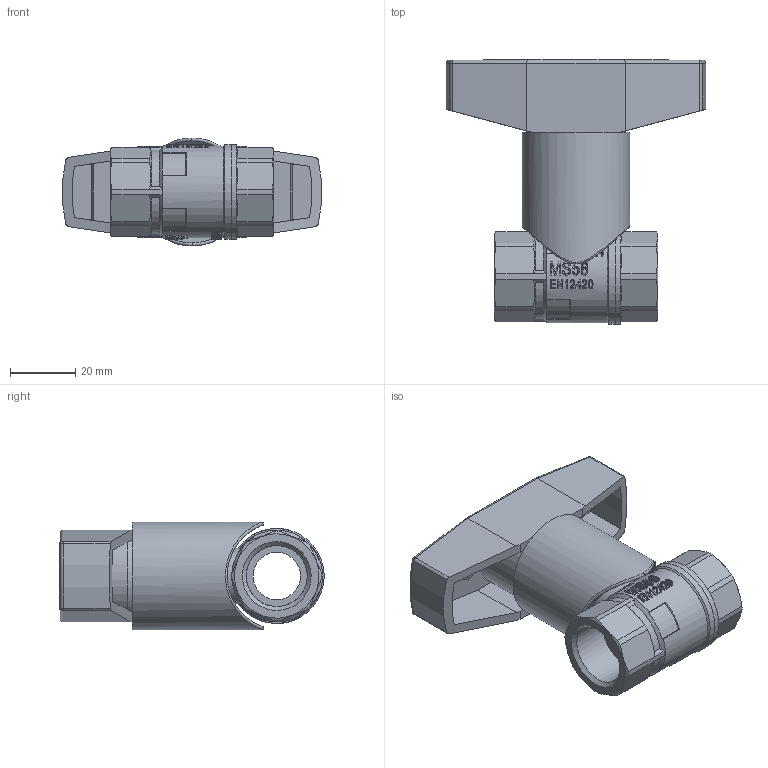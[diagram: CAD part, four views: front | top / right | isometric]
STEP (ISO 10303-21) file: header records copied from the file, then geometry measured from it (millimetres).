
FILE_DESCRIPTION(/* description */ ('Unknown'),/* implementation_level */ '2;1');
FILE_NAME(/* name */ '685-04',/* time_stamp */ '2022-06-14T08:12:17+02:00',/* author */ ('Unknown'),/* organization */ ('Unknown'),/* preprocessor_version */ 'ST-DEVELOPER v16.7',/* originating_system */ 'Solid Edge',/* authorisation */ 'Unknown');
FILE_SCHEMA (('AUTOMOTIVE_DESIGN {1 0 10303 214 3 1 1}'));
Length unit declared in the file: millimetre
Products named in the file (13): 685-04; 600-1_2-Spindel-co_oa_0; 600-1_2-Stopfbuchse; 600-1_2-Spindel; 600-1_2-Kvrper-co_oa_1; 600-1_2-Kvrper; 600-1_2-Einschraubteil; 94000685-04; 01; SHOUBING; VT0801431006-1; XINZI; VT09011603
Assembly tree (12 placements, depth 3):
  685-04
    600-1_2-Spindel-co_oa_0
      600-1_2-Stopfbuchse
      600-1_2-Spindel
    600-1_2-Kvrper-co_oa_1
      600-1_2-Kvrper
      600-1_2-Einschraubteil
    94000685-04
      01
      SHOUBING
      VT0801431006-1
      XINZI
      VT09011603
Bounding box: 79.22 x 80.8 x 33 mm (x, y, z)
Volume: 54641.7 mm3; surface area: 39061.4 mm2
Topology: 9 solids, 9 shells, 1218 faces, 3369 edges, 2235 vertices
Faces by surface type: plane 1033, cylinder 136, cone 35, sphere 6, torus 6, bspline 2
Full cylindrical faces by diameter (mm): 3.4 x2, 5.4 x4, 6.6 x1, 8.9 x2, 9.1 x1, 9.3 x1, 10 x1, 10.5 x1, 10.8 x1, 12 x1, 12.5 x1, 14 x1, 14.5 x2, 17 x1, 18.1 x1, 18.631 x2, 19 x1, 19.2 x2, 23.5 x1, 25 x2, 25.5 x1, 26.5 x2, 28 x1, 28.5 x1, 29 x2, 29.5 x1, 33 x1
Entity records: 43145 total; most frequent: CARTESIAN_POINT 10386, DIRECTION 7496, ORIENTED_EDGE 6576, EDGE_CURVE 3288, AXIS2_PLACEMENT_3D 3065, VERTEX_POINT 2215, ELLIPSE 1432, LINE 1366
